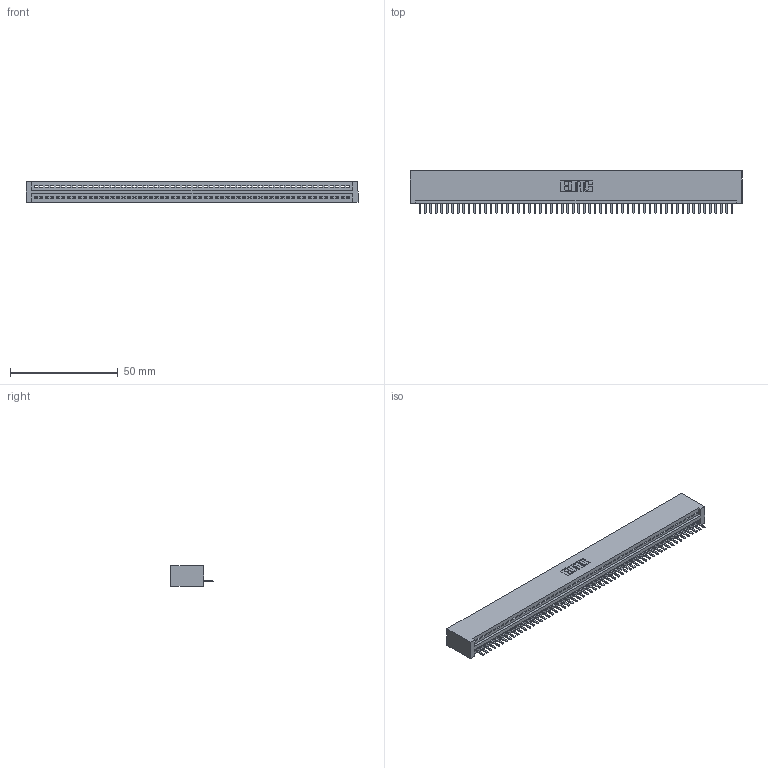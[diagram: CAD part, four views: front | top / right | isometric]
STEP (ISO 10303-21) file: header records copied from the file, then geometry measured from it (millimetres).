
FILE_DESCRIPTION (( 'STEP AP203' ), '1' );
FILE_NAME ('345-058-520-101.STEP', '2018-09-19T04:33:05', ( '' ), ( '' ), 'SwSTEP 2.0', 'SolidWorks 2016', '' );
FILE_SCHEMA (( 'CONFIG_CONTROL_DESIGN' ));
Length unit declared in the file: inch
Products named in the file (3): 345 Part_No Mounting Lugs; 345-292-001_345-293-120; 345-058-520-101
Assembly tree (59 placements, depth 2):
  345-058-520-101
    345 Part_No Mounting Lugs
    345-292-001_345-293-120  x58
Bounding box: 153.92 x 19.68 x 9.4 mm (x, y, z)
Volume: 15168.4 mm3; surface area: 20019.3 mm2
Topology: 59 solids, 59 shells, 3714 faces, 10989 edges, 7170 vertices
Faces by surface type: plane 2512, cylinder 1202
Entity records: 41335 total; most frequent: CARTESIAN_POINT 7178, ORIENTED_EDGE 7158, DIRECTION 6227, EDGE_CURVE 3579, VECTOR 3219, LINE 3219, VERTEX_POINT 2382, AXIS2_PLACEMENT_3D 1504
